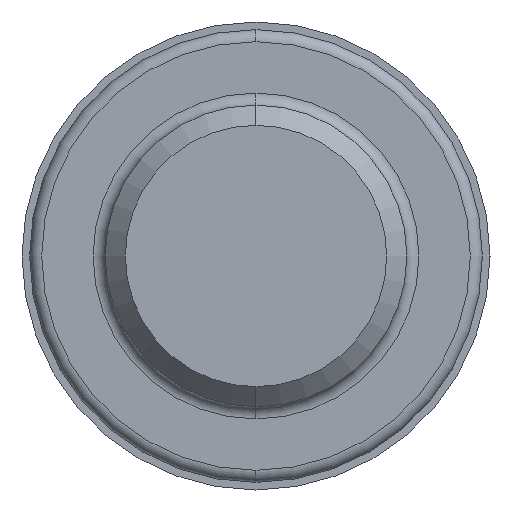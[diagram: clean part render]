
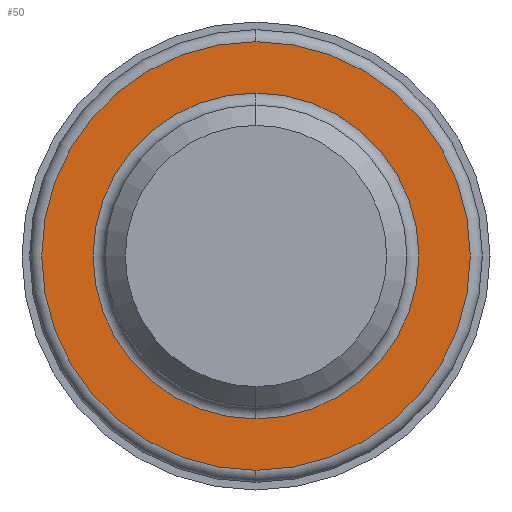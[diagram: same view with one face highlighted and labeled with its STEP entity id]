
A CAD part, left-side view. The second image highlights one B-rep face of the part: STEP entity #50.
In plain terms, the highlighted planar face has unit normal (-1, 0, 0).
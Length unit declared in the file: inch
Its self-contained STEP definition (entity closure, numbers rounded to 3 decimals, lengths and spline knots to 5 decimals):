
#5 = AXIS2_PLACEMENT_3D ( 'NONE', #340, #414, #154 ) ;
#34 = DIRECTION ( 'NONE',  ( 1., 0., 0. ) ) ;
#35 = ORIENTED_EDGE ( 'NONE', *, *, #938, .F. ) ;
#50 = ADVANCED_FACE ( 'NONE', ( #825, #252 ), #691, .F. ) ;
#68 = CIRCLE ( 'NONE', #386, 0.5325 ) ;
#91 = DIRECTION ( 'NONE',  ( 0., 0., 1. ) ) ;
#98 = CARTESIAN_POINT ( 'NONE',  ( 2.125, 0.5325, 0. ) ) ;
#138 = VERTEX_POINT ( 'NONE', #375 ) ;
#154 = DIRECTION ( 'NONE',  ( 0., 0., 1. ) ) ;
#179 = ORIENTED_EDGE ( 'NONE', *, *, #454, .T. ) ;
#183 = CARTESIAN_POINT ( 'NONE',  ( 2.125, 0., 0. ) ) ;
#207 = VERTEX_POINT ( 'NONE', #869 ) ;
#216 = EDGE_LOOP ( 'NONE', ( #387, #179 ) ) ;
#239 = DIRECTION ( 'NONE',  ( 0., 0., -1. ) ) ;
#252 = FACE_OUTER_BOUND ( 'NONE', #216, .T. ) ;
#270 = VERTEX_POINT ( 'NONE', #901 ) ;
#279 = DIRECTION ( 'NONE',  ( 0., 0., 1. ) ) ;
#300 = EDGE_CURVE ( 'NONE', #138, #207, #669, .T. ) ;
#314 = DIRECTION ( 'NONE',  ( -1., 0., 0. ) ) ;
#340 = CARTESIAN_POINT ( 'NONE',  ( 2.125, 0., 0. ) ) ;
#357 = AXIS2_PLACEMENT_3D ( 'NONE', #183, #314, #279 ) ;
#375 = CARTESIAN_POINT ( 'NONE',  ( 2.125, 0., -0.40485 ) ) ;
#386 = AXIS2_PLACEMENT_3D ( 'NONE', #559, #621, #91 ) ;
#387 = ORIENTED_EDGE ( 'NONE', *, *, #427, .T. ) ;
#396 = ORIENTED_EDGE ( 'NONE', *, *, #300, .F. ) ;
#414 = DIRECTION ( 'NONE',  ( -1., 0., 0. ) ) ;
#427 = EDGE_CURVE ( 'NONE', #809, #270, #68, .T. ) ;
#454 = EDGE_CURVE ( 'NONE', #270, #809, #769, .T. ) ;
#455 = DIRECTION ( 'NONE',  ( 0., 0., 1. ) ) ;
#559 = CARTESIAN_POINT ( 'NONE',  ( 2.125, 0., 0. ) ) ;
#595 = EDGE_LOOP ( 'NONE', ( #35, #396 ) ) ;
#621 = DIRECTION ( 'NONE',  ( -1., 0., 0. ) ) ;
#633 = DIRECTION ( 'NONE',  ( -1., 0., 0. ) ) ;
#669 = CIRCLE ( 'NONE', #903, 0.40485 ) ;
#682 = CARTESIAN_POINT ( 'NONE',  ( 2.125, 0., 0.5325 ) ) ;
#691 = PLANE ( 'NONE',  #820 ) ;
#762 = CARTESIAN_POINT ( 'NONE',  ( 2.125, 0., 0. ) ) ;
#769 = CIRCLE ( 'NONE', #5, 0.5325 ) ;
#809 = VERTEX_POINT ( 'NONE', #682 ) ;
#820 = AXIS2_PLACEMENT_3D ( 'NONE', #98, #34, #239 ) ;
#825 = FACE_BOUND ( 'NONE', #595, .T. ) ;
#869 = CARTESIAN_POINT ( 'NONE',  ( 2.125, 0., 0.40485 ) ) ;
#901 = CARTESIAN_POINT ( 'NONE',  ( 2.125, 0., -0.5325 ) ) ;
#903 = AXIS2_PLACEMENT_3D ( 'NONE', #762, #633, #455 ) ;
#931 = CIRCLE ( 'NONE', #357, 0.40485 ) ;
#938 = EDGE_CURVE ( 'NONE', #207, #138, #931, .T. ) ;
